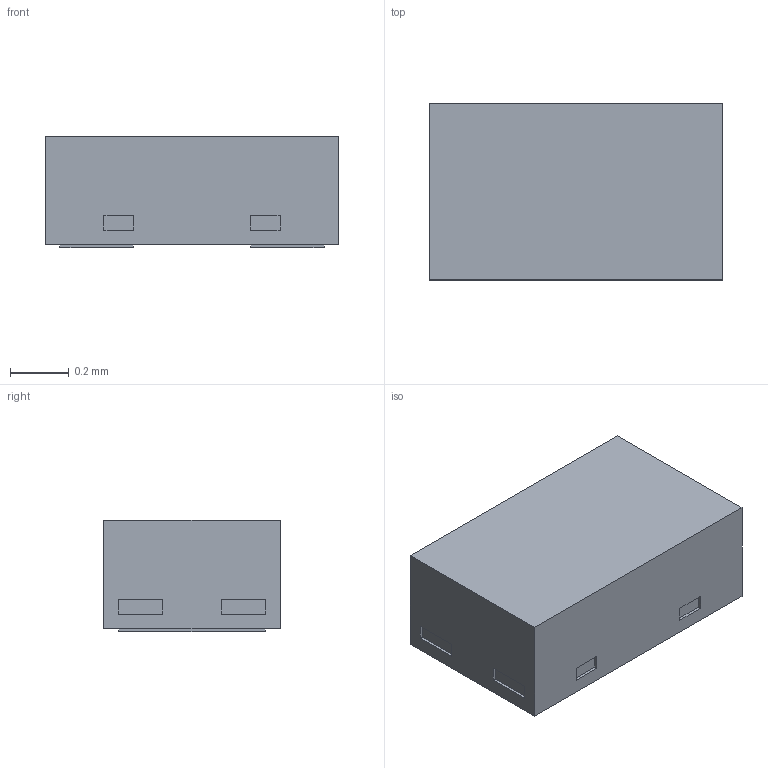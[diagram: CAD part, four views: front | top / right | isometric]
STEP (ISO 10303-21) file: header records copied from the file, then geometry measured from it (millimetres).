
FILE_DESCRIPTION(('STEP AP214'),'1');
FILE_NAME('CST2-ZKN_rotated.stp','2018-09-13T03:59:32',(' '),(' '),'Spatial InterOp 3D',' ',' ');
FILE_SCHEMA(('AUTOMOTIVE_DESIGN { 1 0 10303 214 1 1 1 1 }'));
Length unit declared in the file: metre
Products named in the file (5): Component4; Component1; Component2; Component3; CST2-ZKN_rotated
Assembly tree (4 placements, depth 3):
  CST2-ZKN_rotated
    Component4
      Component1
      Component2
      Component3
Bounding box: 1 x 0.6 x 0.38 mm (x, y, z)
Volume: 0.2 mm3; surface area: 2.9 mm2
Topology: 3 solids, 3 shells, 58 faces, 132 edges, 88 vertices
Faces by surface type: plane 58
Entity records: 2199 total; most frequent: CARTESIAN_POINT 284, ORIENTED_EDGE 264, DIRECTION 260, EDGE_CURVE 132, LINE 132, VECTOR 132, VERTEX_POINT 88, EDGE_LOOP 66
